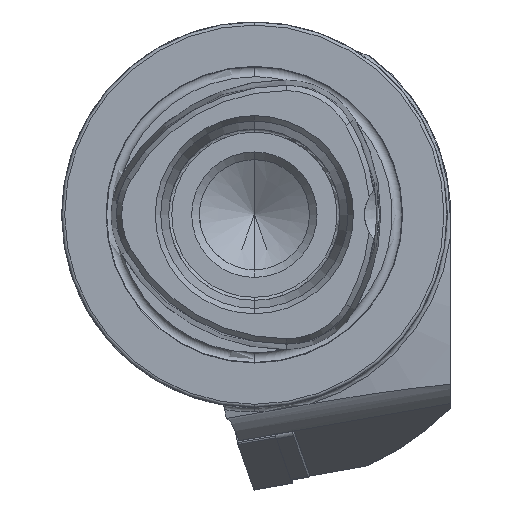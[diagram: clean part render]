
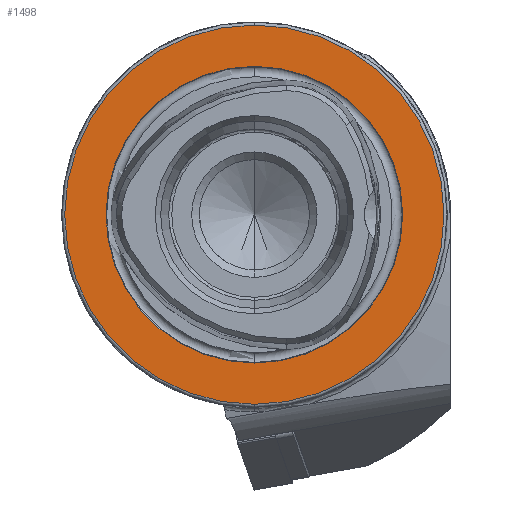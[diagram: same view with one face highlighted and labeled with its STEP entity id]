
A CAD part, left-side view. The second image highlights one B-rep face of the part: STEP entity #1498.
In plain terms, the highlighted planar face has unit normal (-1, 0, 0).
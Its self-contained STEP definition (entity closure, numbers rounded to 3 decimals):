
#1498 = ADVANCED_FACE ( 'NONE', ( #3558, #3556 ), #3824, .F. ) ;
#3556 = FACE_OUTER_BOUND ( 'NONE', #10852, .T. ) ;
#3558 = FACE_BOUND ( 'NONE', #10866, .T. ) ;
#3818 = CARTESIAN_POINT ( 'NONE',  ( 0., 24.25, 0. ) ) ;
#3824 = PLANE ( 'NONE',  #3912 ) ;
#3826 = DIRECTION ( 'NONE',  ( 1., 0., 0. ) ) ;
#3827 = DIRECTION ( 'NONE',  ( 0., 0., -1. ) ) ;
#3912 = AXIS2_PLACEMENT_3D ( 'NONE', #3818, #3826, #3827 ) ;
#5274 = CARTESIAN_POINT ( 'NONE',  ( 0., 0., -24.25 ) ) ;
#5276 = CARTESIAN_POINT ( 'NONE',  ( 0., 0., 24.25 ) ) ;
#5278 = CARTESIAN_POINT ( 'NONE',  ( 0., 0., 31. ) ) ;
#5279 = CARTESIAN_POINT ( 'NONE',  ( 0., 0., -31. ) ) ;
#6302 = AXIS2_PLACEMENT_3D ( 'NONE', #9623, #9624, #9625 ) ;
#6303 = AXIS2_PLACEMENT_3D ( 'NONE', #9627, #9628, #9629 ) ;
#6618 = CIRCLE ( 'NONE', #6303, 24.25 ) ;
#6623 = CIRCLE ( 'NONE', #6302, 31. ) ;
#7278 = CIRCLE ( 'NONE', #7348, 24.25 ) ;
#7290 = CIRCLE ( 'NONE', #7351, 31. ) ;
#7348 = AXIS2_PLACEMENT_3D ( 'NONE', #7891, #7892, #7893 ) ;
#7351 = AXIS2_PLACEMENT_3D ( 'NONE', #7900, #7901, #7902 ) ;
#7891 = CARTESIAN_POINT ( 'NONE',  ( 0., 0., 0. ) ) ;
#7892 = DIRECTION ( 'NONE',  ( -1., 0., 0. ) ) ;
#7893 = DIRECTION ( 'NONE',  ( 0., 0., 1. ) ) ;
#7900 = CARTESIAN_POINT ( 'NONE',  ( 0., 0., 0. ) ) ;
#7901 = DIRECTION ( 'NONE',  ( -1., 0., 0. ) ) ;
#7902 = DIRECTION ( 'NONE',  ( 0., 0., 1. ) ) ;
#8633 = VERTEX_POINT ( 'NONE', #5274 ) ;
#8635 = VERTEX_POINT ( 'NONE', #5276 ) ;
#8637 = VERTEX_POINT ( 'NONE', #5278 ) ;
#8638 = VERTEX_POINT ( 'NONE', #5279 ) ;
#9623 = CARTESIAN_POINT ( 'NONE',  ( 0., 0., 0. ) ) ;
#9624 = DIRECTION ( 'NONE',  ( -1., 0., 0. ) ) ;
#9625 = DIRECTION ( 'NONE',  ( 0., 0., 1. ) ) ;
#9627 = CARTESIAN_POINT ( 'NONE',  ( 0., 0., 0. ) ) ;
#9628 = DIRECTION ( 'NONE',  ( -1., 0., 0. ) ) ;
#9629 = DIRECTION ( 'NONE',  ( 0., 0., 1. ) ) ;
#10039 = EDGE_CURVE ( 'NONE', #8638, #8637, #6623, .T. ) ;
#10040 = EDGE_CURVE ( 'NONE', #8635, #8633, #6618, .T. ) ;
#10852 = EDGE_LOOP ( 'NONE', ( #11318, #11319 ) ) ;
#10866 = EDGE_LOOP ( 'NONE', ( #11316, #11317 ) ) ;
#11134 = EDGE_CURVE ( 'NONE', #8633, #8635, #7278, .T. ) ;
#11138 = EDGE_CURVE ( 'NONE', #8637, #8638, #7290, .T. ) ;
#11316 = ORIENTED_EDGE ( 'NONE', *, *, #10040, .F. ) ;
#11317 = ORIENTED_EDGE ( 'NONE', *, *, #11134, .F. ) ;
#11318 = ORIENTED_EDGE ( 'NONE', *, *, #11138, .T. ) ;
#11319 = ORIENTED_EDGE ( 'NONE', *, *, #10039, .T. ) ;
